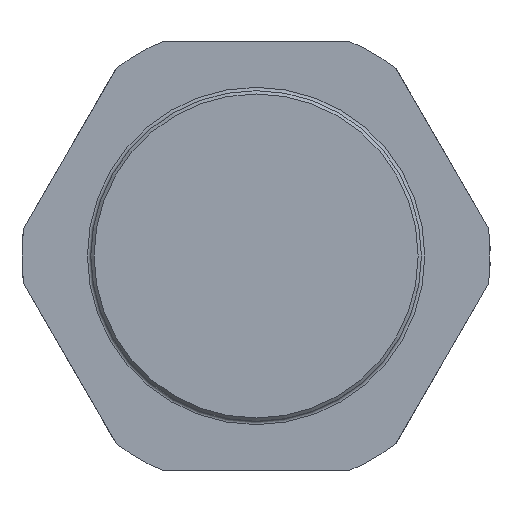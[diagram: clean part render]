
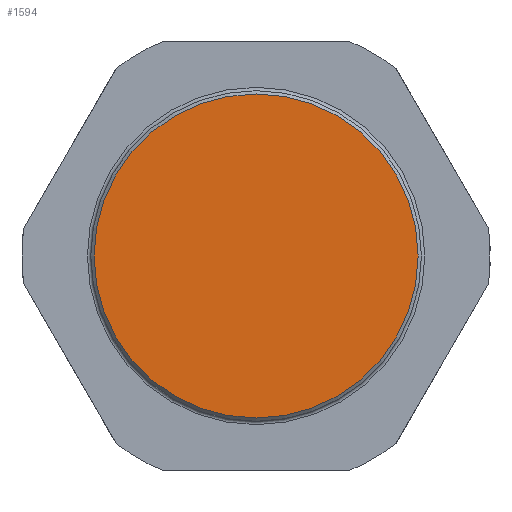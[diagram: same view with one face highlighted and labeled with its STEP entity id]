
A CAD part, left-side view. The second image highlights one B-rep face of the part: STEP entity #1594.
In plain terms, the highlighted planar face has unit normal (-1, 0, 0).
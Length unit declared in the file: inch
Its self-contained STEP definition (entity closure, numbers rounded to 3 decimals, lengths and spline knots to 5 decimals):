
#352=FACE_OUTER_BOUND('',#440,.T.);
#440=EDGE_LOOP('',(#1235));
#557=CIRCLE('',#1763,0.96457);
#708=VERTEX_POINT('',#2919);
#903=EDGE_CURVE('',#708,#708,#557,.T.);
#1235=ORIENTED_EDGE('',*,*,#903,.F.);
#1541=PLANE('',#1762);
#1594=ADVANCED_FACE('',(#352),#1541,.T.);
#1762=AXIS2_PLACEMENT_3D('',#2918,#2101,#2102);
#1763=AXIS2_PLACEMENT_3D('',#2920,#2103,#2104);
#2101=DIRECTION('center_axis',(-1.,0.,0.));
#2102=DIRECTION('ref_axis',(0.,1.,0.));
#2103=DIRECTION('center_axis',(1.,0.,0.));
#2104=DIRECTION('ref_axis',(0.,1.,0.));
#2918=CARTESIAN_POINT('Origin',(-2.06496,-0.98425,0.));
#2919=CARTESIAN_POINT('',(-2.06496,-0.96457,0.));
#2920=CARTESIAN_POINT('Origin',(-2.06496,0.,
0.));
